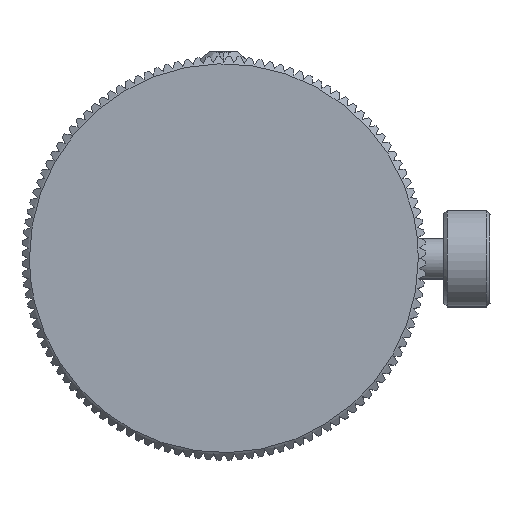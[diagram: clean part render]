
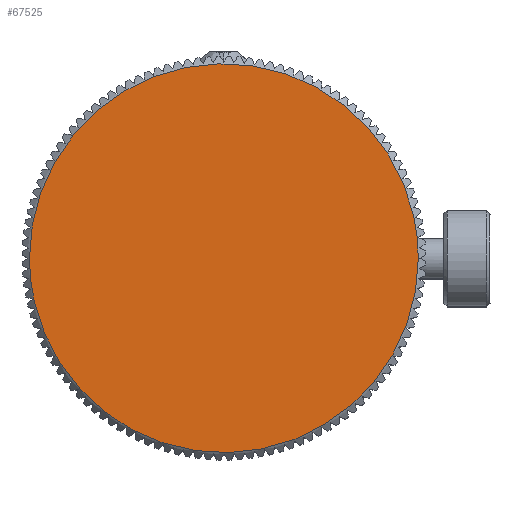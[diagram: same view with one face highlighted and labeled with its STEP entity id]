
A CAD part, top view. The second image highlights one B-rep face of the part: STEP entity #67525.
In plain terms, the highlighted planar face has unit normal (0, 0, 1).
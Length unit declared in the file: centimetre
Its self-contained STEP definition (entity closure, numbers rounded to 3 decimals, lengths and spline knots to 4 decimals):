
#12758 = EDGE_CURVE ( 'NONE', #49841, #49848, #52263, .T. ) ;
#13000 = EDGE_CURVE ( 'NONE', #49848, #49841, #52332, .T. ) ;
#15275 = CARTESIAN_POINT ( 'NONE',  ( 1.9876, -0.1301, 17.6784 ) ) ;
#15276 = CARTESIAN_POINT ( 'NONE',  ( 1.9747, -0.2602, 17.6784 ) ) ;
#15280 = CARTESIAN_POINT ( 'NONE',  ( 1.9875, 0., 17.6784 ) ) ;
#15281 = CARTESIAN_POINT ( 'NONE',  ( 1.924, -0.5153, 17.6784 ) ) ;
#15282 = CARTESIAN_POINT ( 'NONE',  ( 1.886, -0.6404, 17.6784 ) ) ;
#15283 = CARTESIAN_POINT ( 'NONE',  ( 1.7865, -0.8808, 17.6784 ) ) ;
#15284 = CARTESIAN_POINT ( 'NONE',  ( 1.7249, -0.9961, 17.6784 ) ) ;
#15285 = CARTESIAN_POINT ( 'NONE',  ( 1.5803, -1.2124, 17.6784 ) ) ;
#15286 = CARTESIAN_POINT ( 'NONE',  ( 1.4974, -1.3134, 17.6784 ) ) ;
#15287 = CARTESIAN_POINT ( 'NONE',  ( 1.3134, -1.4974, 17.6784 ) ) ;
#15288 = CARTESIAN_POINT ( 'NONE',  ( 1.2124, -1.5803, 17.6784 ) ) ;
#15289 = CARTESIAN_POINT ( 'NONE',  ( 0.9961, -1.7249, 17.6784 ) ) ;
#15290 = CARTESIAN_POINT ( 'NONE',  ( 0.8808, -1.7865, 17.6784 ) ) ;
#15291 = CARTESIAN_POINT ( 'NONE',  ( 0.6404, -1.886, 17.6784 ) ) ;
#15292 = CARTESIAN_POINT ( 'NONE',  ( 0.5153, -1.924, 17.6784 ) ) ;
#15293 = CARTESIAN_POINT ( 'NONE',  ( 0.2602, -1.9747, 17.6784 ) ) ;
#15294 = CARTESIAN_POINT ( 'NONE',  ( 0.1301, -1.9875, 17.6784 ) ) ;
#15295 = CARTESIAN_POINT ( 'NONE',  ( -0.1301, -1.9876, 17.6784 ) ) ;
#15296 = CARTESIAN_POINT ( 'NONE',  ( -0.2602, -1.9747, 17.6784 ) ) ;
#15297 = CARTESIAN_POINT ( 'NONE',  ( -0.5153, -1.924, 17.6784 ) ) ;
#15298 = CARTESIAN_POINT ( 'NONE',  ( -0.6404, -1.886, 17.6784 ) ) ;
#15299 = CARTESIAN_POINT ( 'NONE',  ( -0.8808, -1.7865, 17.6784 ) ) ;
#15300 = CARTESIAN_POINT ( 'NONE',  ( -0.9961, -1.7249, 17.6784 ) ) ;
#15301 = CARTESIAN_POINT ( 'NONE',  ( -1.2124, -1.5803, 17.6784 ) ) ;
#15302 = CARTESIAN_POINT ( 'NONE',  ( -1.3134, -1.4974, 17.6784 ) ) ;
#15303 = CARTESIAN_POINT ( 'NONE',  ( -1.4974, -1.3134, 17.6784 ) ) ;
#15304 = CARTESIAN_POINT ( 'NONE',  ( -1.5803, -1.2124, 17.6784 ) ) ;
#15306 = CARTESIAN_POINT ( 'NONE',  ( -1.7249, -0.9961, 17.6784 ) ) ;
#15308 = CARTESIAN_POINT ( 'NONE',  ( -1.7865, -0.8808, 17.6784 ) ) ;
#15310 = CARTESIAN_POINT ( 'NONE',  ( -1.886, -0.6404, 17.6784 ) ) ;
#15312 = CARTESIAN_POINT ( 'NONE',  ( -1.924, -0.5153, 17.6784 ) ) ;
#15314 = CARTESIAN_POINT ( 'NONE',  ( -1.9747, -0.2602, 17.6784 ) ) ;
#15316 = CARTESIAN_POINT ( 'NONE',  ( -1.9875, -0.1301, 17.6784 ) ) ;
#15318 = CARTESIAN_POINT ( 'NONE',  ( -1.9876, 0., 17.6784 ) ) ;
#16185 = CARTESIAN_POINT ( 'NONE',  ( -1.9876, 0., 17.6784 ) ) ;
#16189 = CARTESIAN_POINT ( 'NONE',  ( -1.9876, 0.1301, 17.6784 ) ) ;
#16199 = CARTESIAN_POINT ( 'NONE',  ( -1.9747, 0.2602, 17.6784 ) ) ;
#16201 = CARTESIAN_POINT ( 'NONE',  ( -1.924, 0.5153, 17.6784 ) ) ;
#16203 = CARTESIAN_POINT ( 'NONE',  ( -1.886, 0.6404, 17.6784 ) ) ;
#16205 = CARTESIAN_POINT ( 'NONE',  ( -1.7865, 0.8808, 17.6784 ) ) ;
#16206 = CARTESIAN_POINT ( 'NONE',  ( -1.7249, 0.9961, 17.6784 ) ) ;
#16208 = CARTESIAN_POINT ( 'NONE',  ( -1.5803, 1.2124, 17.6784 ) ) ;
#16210 = CARTESIAN_POINT ( 'NONE',  ( -1.4974, 1.3134, 17.6784 ) ) ;
#16211 = CARTESIAN_POINT ( 'NONE',  ( -1.3134, 1.4974, 17.6784 ) ) ;
#16212 = CARTESIAN_POINT ( 'NONE',  ( -1.2124, 1.5803, 17.6784 ) ) ;
#16214 = CARTESIAN_POINT ( 'NONE',  ( -0.9961, 1.7249, 17.6784 ) ) ;
#16215 = CARTESIAN_POINT ( 'NONE',  ( -0.8808, 1.7865, 17.6784 ) ) ;
#16217 = CARTESIAN_POINT ( 'NONE',  ( -0.6404, 1.886, 17.6784 ) ) ;
#16219 = CARTESIAN_POINT ( 'NONE',  ( -0.5153, 1.924, 17.6784 ) ) ;
#16221 = CARTESIAN_POINT ( 'NONE',  ( -0.2602, 1.9747, 17.6784 ) ) ;
#16223 = CARTESIAN_POINT ( 'NONE',  ( -0.1301, 1.9876, 17.6784 ) ) ;
#16224 = CARTESIAN_POINT ( 'NONE',  ( 0.1301, 1.9876, 17.6784 ) ) ;
#16226 = CARTESIAN_POINT ( 'NONE',  ( 0.2602, 1.9747, 17.6784 ) ) ;
#16228 = CARTESIAN_POINT ( 'NONE',  ( 0.5153, 1.924, 17.6784 ) ) ;
#16230 = CARTESIAN_POINT ( 'NONE',  ( 0.6404, 1.886, 17.6784 ) ) ;
#16231 = CARTESIAN_POINT ( 'NONE',  ( 0.8808, 1.7865, 17.6784 ) ) ;
#16233 = CARTESIAN_POINT ( 'NONE',  ( 0.9961, 1.7249, 17.6784 ) ) ;
#16235 = CARTESIAN_POINT ( 'NONE',  ( 1.2124, 1.5803, 17.6784 ) ) ;
#16237 = CARTESIAN_POINT ( 'NONE',  ( 1.3134, 1.4974, 17.6784 ) ) ;
#16239 = CARTESIAN_POINT ( 'NONE',  ( 1.4974, 1.3134, 17.6784 ) ) ;
#16241 = CARTESIAN_POINT ( 'NONE',  ( 1.5803, 1.2124, 17.6784 ) ) ;
#16243 = CARTESIAN_POINT ( 'NONE',  ( 1.7249, 0.9961, 17.6784 ) ) ;
#16245 = CARTESIAN_POINT ( 'NONE',  ( 1.7865, 0.8808, 17.6784 ) ) ;
#16247 = CARTESIAN_POINT ( 'NONE',  ( 1.886, 0.6404, 17.6784 ) ) ;
#16248 = CARTESIAN_POINT ( 'NONE',  ( 1.924, 0.5153, 17.6784 ) ) ;
#16249 = CARTESIAN_POINT ( 'NONE',  ( 1.9747, 0.2602, 17.6784 ) ) ;
#16251 = CARTESIAN_POINT ( 'NONE',  ( 1.9876, 0.1301, 17.6784 ) ) ;
#16253 = CARTESIAN_POINT ( 'NONE',  ( 1.9875, 0., 17.6784 ) ) ;
#16627 = CARTESIAN_POINT ( 'NONE',  ( 1.9875, 0., 17.6784 ) ) ;
#16635 = CARTESIAN_POINT ( 'NONE',  ( -1.9876, 0., 17.6784 ) ) ;
#20063 = AXIS2_PLACEMENT_3D ( 'NONE', #23609, #23617, #23618 ) ;
#23609 = CARTESIAN_POINT ( 'NONE',  ( 0., 0., 17.6784 ) ) ;
#23614 = PLANE ( 'NONE',  #20063 ) ;
#23617 = DIRECTION ( 'NONE',  ( 0., 0., -1. ) ) ;
#23618 = DIRECTION ( 'NONE',  ( -1., 0., 0. ) ) ;
#35647 = EDGE_LOOP ( 'NONE', ( #69450, #69553 ) ) ;
#49841 = VERTEX_POINT ( 'NONE', #16627 ) ;
#49848 = VERTEX_POINT ( 'NONE', #16635 ) ;
#52263 = B_SPLINE_CURVE_WITH_KNOTS ( 'NONE', 3,
 ( #15280, #15275, #15276, #15281, #15282, #15283, #15284, #15285, #15286, #15287, #15288, #15289, #15290, #15291, #15292, #15293, #15294, #15295, #15296, #15297, #15298, #15299, #15300, #15301, #15302, #15303, #15304, #15306, #15308, #15310, #15312, #15314, #15316, #15318 ),
 .UNSPECIFIED., .F., .F.,
 ( 4, 2, 2, 2, 2, 2, 2, 2, 2, 2, 2, 2, 2, 2, 2, 2, 4 ),
 ( 0., 0.0625, 0.125, 0.1875, 0.25, 0.3125, 0.375, 0.4375, 0.5, 0.5625, 0.625, 0.6875, 0.75, 0.8125, 0.875, 0.9375, 1. ),
 .UNSPECIFIED. ) ;
#52332 = B_SPLINE_CURVE_WITH_KNOTS ( 'NONE', 3,
 ( #16185, #16189, #16199, #16201, #16203, #16205, #16206, #16208, #16210, #16211, #16212, #16214, #16215, #16217, #16219, #16221, #16223, #16224, #16226, #16228, #16230, #16231, #16233, #16235, #16237, #16239, #16241, #16243, #16245, #16247, #16248, #16249, #16251, #16253 ),
 .UNSPECIFIED., .F., .F.,
 ( 4, 2, 2, 2, 2, 2, 2, 2, 2, 2, 2, 2, 2, 2, 2, 2, 4 ),
 ( 0., 0.0625, 0.125, 0.1875, 0.25, 0.3125, 0.375, 0.4375, 0.5, 0.5625, 0.625, 0.6875, 0.75, 0.8125, 0.875, 0.9375, 1. ),
 .UNSPECIFIED. ) ;
#54784 = FACE_OUTER_BOUND ( 'NONE', #35647, .T. ) ;
#67525 = ADVANCED_FACE ( 'NONE', ( #54784 ), #23614, .F. ) ;
#69450 = ORIENTED_EDGE ( 'NONE', *, *, #12758, .F. ) ;
#69553 = ORIENTED_EDGE ( 'NONE', *, *, #13000, .F. ) ;
